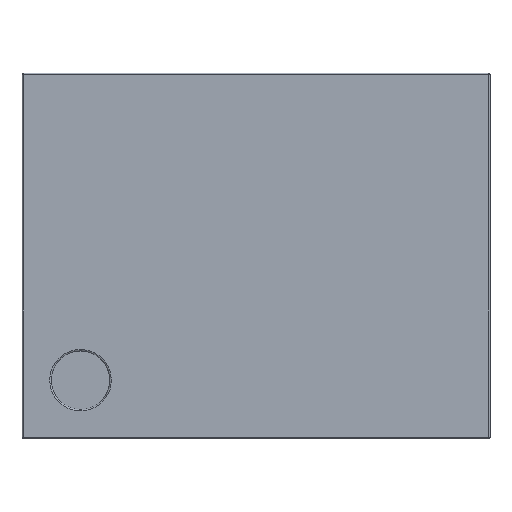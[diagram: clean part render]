
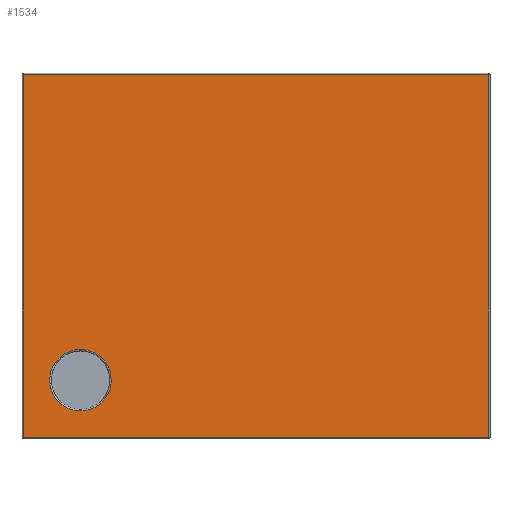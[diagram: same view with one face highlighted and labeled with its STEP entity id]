
A CAD part, top view. The second image highlights one B-rep face of the part: STEP entity #1534.
In plain terms, the highlighted planar face has unit normal (0, 0, 1).
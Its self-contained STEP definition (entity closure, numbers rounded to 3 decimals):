
#1315 = VERTEX_POINT('',#1316);
#1316 = CARTESIAN_POINT('',(-1.59,1.24,
    0.87));
#1325 = VERTEX_POINT('',#1326);
#1326 = CARTESIAN_POINT('',(-1.59,-1.24,
    0.87));
#1333 = EDGE_CURVE('',#1325,#1315,#1334,.T.);
#1334 = LINE('',#1335,#1336);
#1335 = CARTESIAN_POINT('',(-1.59,0.,
    0.87));
#1336 = VECTOR('',#1337,1.);
#1337 = DIRECTION('',(0.,1.,0.));
#1372 = EDGE_CURVE('',#1315,#1373,#1375,.T.);
#1373 = VERTEX_POINT('',#1374);
#1374 = CARTESIAN_POINT('',(1.59,1.24,0.87
    ));
#1375 = LINE('',#1376,#1377);
#1376 = CARTESIAN_POINT('',(0.,1.24,
    0.87));
#1377 = VECTOR('',#1378,1.);
#1378 = DIRECTION('',(1.,0.,0.));
#1441 = VERTEX_POINT('',#1442);
#1442 = CARTESIAN_POINT('',(1.59,-1.24,
    0.87));
#1449 = EDGE_CURVE('',#1441,#1325,#1450,.T.);
#1450 = LINE('',#1451,#1452);
#1451 = CARTESIAN_POINT('',(0.,-1.24,
    0.87));
#1452 = VECTOR('',#1453,1.);
#1453 = DIRECTION('',(-1.,0.,0.));
#1478 = EDGE_CURVE('',#1373,#1441,#1479,.T.);
#1479 = LINE('',#1480,#1481);
#1480 = CARTESIAN_POINT('',(1.59,0.,
    0.87));
#1481 = VECTOR('',#1482,1.);
#1482 = DIRECTION('',(0.,-1.,0.));
#1534 = ADVANCED_FACE('',(#1535,#1583),#1589,.T.);
#1535 = FACE_BOUND('',#1536,.T.);
#1536 = EDGE_LOOP('',(#1537,#1562));
#1537 = ORIENTED_EDGE('',*,*,#1538,.T.);
#1538 = EDGE_CURVE('',#1539,#1541,#1543,.T.);
#1539 = VERTEX_POINT('',#1540);
#1540 = CARTESIAN_POINT('',(-1.2,-1.06,
    0.87));
#1541 = VERTEX_POINT('',#1542);
#1542 = CARTESIAN_POINT('',(-1.2,-0.64,
    0.87));
#1543 = B_SPLINE_CURVE_WITH_KNOTS('',3,(#1544,#1545,#1546,#1547,#1548,
    #1549,#1550,#1551,#1552,#1553,#1554,#1555,#1556,#1557,#1558,#1559,
    #1560,#1561),.UNSPECIFIED.,.F.,.F.,(4,2,2,2,2,2,2,2,4),(0.,0.25
    ,0.375,0.5,0.625,0.75,0.813,0.875,1.),.UNSPECIFIED.);
#1544 = CARTESIAN_POINT('',(-1.2,-1.06,
    0.87));
#1545 = CARTESIAN_POINT('',(-1.257,-1.06,
    0.87));
#1546 = CARTESIAN_POINT('',(-1.308,-1.038,
    0.87));
#1547 = CARTESIAN_POINT('',(-1.369,-0.979,
    0.87));
#1548 = CARTESIAN_POINT('',(-1.384,-0.956,
    0.87));
#1549 = CARTESIAN_POINT('',(-1.405,-0.907,
    0.87));
#1550 = CARTESIAN_POINT('',(-1.41,-0.878,
    0.87));
#1551 = CARTESIAN_POINT('',(-1.41,-0.822,
    0.87));
#1552 = CARTESIAN_POINT('',(-1.405,-0.795,
    0.87));
#1553 = CARTESIAN_POINT('',(-1.385,-0.746,
    0.87));
#1554 = CARTESIAN_POINT('',(-1.368,-0.721,
    0.87));
#1555 = CARTESIAN_POINT('',(-1.339,-0.692,
    0.87));
#1556 = CARTESIAN_POINT('',(-1.328,-0.683,
    0.87));
#1557 = CARTESIAN_POINT('',(-1.304,-0.667,
    0.87));
#1558 = CARTESIAN_POINT('',(-1.289,-0.66,
    0.87));
#1559 = CARTESIAN_POINT('',(-1.253,-0.645,
    0.87));
#1560 = CARTESIAN_POINT('',(-1.227,-0.64,
    0.87));
#1561 = CARTESIAN_POINT('',(-1.2,-0.64,
    0.87));
#1562 = ORIENTED_EDGE('',*,*,#1563,.T.);
#1563 = EDGE_CURVE('',#1541,#1539,#1564,.T.);
#1564 = B_SPLINE_CURVE_WITH_KNOTS('',3,(#1565,#1566,#1567,#1568,#1569,
    #1570,#1571,#1572,#1573,#1574,#1575,#1576,#1577,#1578,#1579,#1580,
    #1581,#1582),.UNSPECIFIED.,.F.,.F.,(4,2,2,2,2,2,2,2,4),(0.,0.25
    ,0.375,0.5,0.625,0.75,0.813,0.875,1.),.UNSPECIFIED.);
#1565 = CARTESIAN_POINT('',(-1.2,-0.64,
    0.87));
#1566 = CARTESIAN_POINT('',(-1.143,-0.64,
    0.87));
#1567 = CARTESIAN_POINT('',(-1.092,-0.662,
    0.87));
#1568 = CARTESIAN_POINT('',(-1.031,-0.721,
    0.87));
#1569 = CARTESIAN_POINT('',(-1.016,-0.744,
    0.87));
#1570 = CARTESIAN_POINT('',(-0.995,-0.793,
    0.87));
#1571 = CARTESIAN_POINT('',(-0.99,-0.822,
    0.87));
#1572 = CARTESIAN_POINT('',(-0.99,-0.878,
    0.87));
#1573 = CARTESIAN_POINT('',(-0.995,-0.905,
    0.87));
#1574 = CARTESIAN_POINT('',(-1.015,-0.954,
    0.87));
#1575 = CARTESIAN_POINT('',(-1.032,-0.979,
    0.87));
#1576 = CARTESIAN_POINT('',(-1.061,-1.008,
    0.87));
#1577 = CARTESIAN_POINT('',(-1.072,-1.017,
    0.87));
#1578 = CARTESIAN_POINT('',(-1.096,-1.033,
    0.87));
#1579 = CARTESIAN_POINT('',(-1.111,-1.04,
    0.87));
#1580 = CARTESIAN_POINT('',(-1.147,-1.055,
    0.87));
#1581 = CARTESIAN_POINT('',(-1.173,-1.06,
    0.87));
#1582 = CARTESIAN_POINT('',(-1.2,-1.06,
    0.87));
#1583 = FACE_BOUND('',#1584,.T.);
#1584 = EDGE_LOOP('',(#1585,#1586,#1587,#1588));
#1585 = ORIENTED_EDGE('',*,*,#1333,.F.);
#1586 = ORIENTED_EDGE('',*,*,#1449,.F.);
#1587 = ORIENTED_EDGE('',*,*,#1478,.F.);
#1588 = ORIENTED_EDGE('',*,*,#1372,.F.);
#1589 = PLANE('',#1590);
#1590 = AXIS2_PLACEMENT_3D('',#1591,#1592,#1593);
#1591 = CARTESIAN_POINT('',(0.,0.,
    0.87));
#1592 = DIRECTION('',(0.,0.,1.));
#1593 = DIRECTION('',(0.,-1.,0.));
